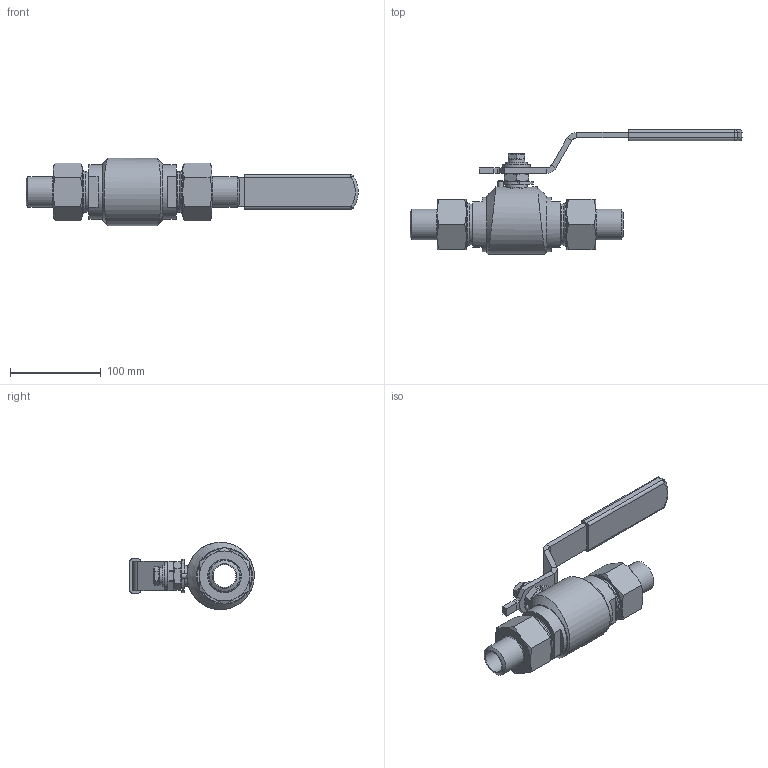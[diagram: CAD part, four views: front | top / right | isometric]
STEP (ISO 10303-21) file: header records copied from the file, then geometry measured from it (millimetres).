
FILE_DESCRIPTION(('STEP AP203'), '1');
FILE_NAME('扰鳧 _ 埡39.770.025.000', '', ('UNSPECIFIED'), ('UNSPECIFIED'), 'ASCON STEP Converter 1.3', 'ASCON Math Kernel', '');
FILE_SCHEMA(('CONFIG_CONTROL_DESIGN'));
Length unit declared in the file: millimetre
Products named in the file (1): 埡39.770.025.000
Bounding box: 365.08 x 136.89 x 73.94 mm (x, y, z)
Volume: 556567 mm3; surface area: 133044.1 mm2
Topology: 1 solids, 1 shells, 299 faces, 685 edges, 407 vertices
Faces by surface type: plane 152, cylinder 71, cone 60, sphere 8, torus 6, bspline 2
Full cylindrical faces by diameter (mm): 6 x1, 10.106 x1, 12 x1, 13 x1, 16 x1, 16.376 x1, 17 x1, 22 x1, 22.5 x1, 23 x2, 24 x1, 25 x5, 26 x1, 30 x1, 34 x2, 36 x2, 37 x2, 39 x4, 45 x4, 47.5 x2, 48 x2, 48.5 x4, 60 x2, 74 x1
Entity records: 14265 total; most frequent: CARTESIAN_POINT 5484, DIRECTION 1330, ORIENTED_EDGE 1186, EDGE_CURVE 593, AXIS2_PLACEMENT_3D 549, EDGE_LOOP 426, VERTEX_POINT 405, COLOUR_RGB 300
